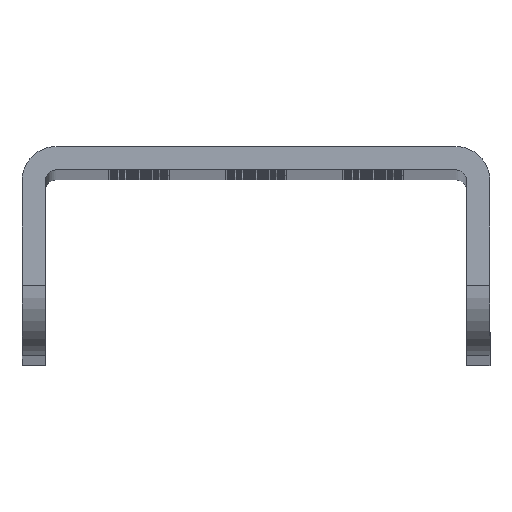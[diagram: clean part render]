
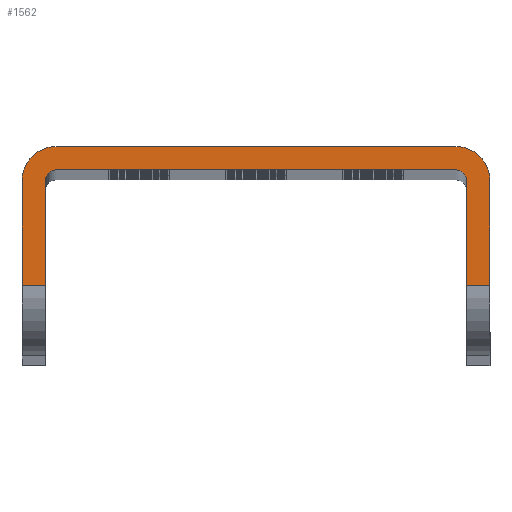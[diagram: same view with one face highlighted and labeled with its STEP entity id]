
A CAD part, top view. The second image highlights one B-rep face of the part: STEP entity #1562.
In plain terms, the highlighted planar face has unit normal (0, 0, 1).
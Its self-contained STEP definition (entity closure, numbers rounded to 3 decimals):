
#279 = EDGE_CURVE ( 'NONE', #18234, #1219, #7208, .T. ) ;
#291 = VECTOR ( 'NONE', #18087, 1000. ) ;
#393 = CARTESIAN_POINT ( 'NONE',  ( -58.503, 4.406, 392. ) ) ;
#410 = CARTESIAN_POINT ( 'NONE',  ( -28.84, 4.406, 392. ) ) ;
#451 = AXIS2_PLACEMENT_3D ( 'NONE', #730, #9523, #8003 ) ;
#524 = ORIENTED_EDGE ( 'NONE', *, *, #753, .T. ) ;
#657 = DIRECTION ( 'NONE',  ( 0., -1., 0. ) ) ;
#730 = CARTESIAN_POINT ( 'NONE',  ( -56.167, 4.406, 392. ) ) ;
#753 = EDGE_CURVE ( 'NONE', #9388, #8497, #4385, .T. ) ;
#760 = CARTESIAN_POINT ( 'NONE',  ( -56.903, 4.406, 392. ) ) ;
#1054 = CARTESIAN_POINT ( 'NONE',  ( -56.167, 5.143, 392. ) ) ;
#1219 = VERTEX_POINT ( 'NONE', #13958 ) ;
#1442 = ORIENTED_EDGE ( 'NONE', *, *, #14767, .T. ) ;
#1562 = ADVANCED_FACE ( 'NONE', ( #13466 ), #1920, .T. ) ;
#1741 = DIRECTION ( 'NONE',  ( 1., 0., 0. ) ) ;
#1920 = PLANE ( 'NONE',  #5108 ) ;
#2046 = CARTESIAN_POINT ( 'NONE',  ( -56.903, 5.143, 392. ) ) ;
#2160 = EDGE_CURVE ( 'NONE', #11264, #4890, #5013, .T. ) ;
#2493 = CARTESIAN_POINT ( 'NONE',  ( -28.103, -2.757, 392. ) ) ;
#2655 = CARTESIAN_POINT ( 'NONE',  ( -26.503, -2.757, 392. ) ) ;
#3020 = CARTESIAN_POINT ( 'NONE',  ( -56.167, 4.406, 392. ) ) ;
#3134 = ORIENTED_EDGE ( 'NONE', *, *, #9936, .T. ) ;
#3158 = EDGE_CURVE ( 'NONE', #16274, #13087, #10725, .T. ) ;
#3565 = DIRECTION ( 'NONE',  ( 1., 0., 0. ) ) ;
#3589 = LINE ( 'NONE', #12107, #5241 ) ;
#3640 = CARTESIAN_POINT ( 'NONE',  ( -56.903, 6.743, 392. ) ) ;
#3919 = VERTEX_POINT ( 'NONE', #12969 ) ;
#4090 = EDGE_CURVE ( 'NONE', #12391, #15903, #3589, .T. ) ;
#4269 = CIRCLE ( 'NONE', #6682, 2.337 ) ;
#4380 = CARTESIAN_POINT ( 'NONE',  ( -26.503, 4.406, 392. ) ) ;
#4385 = CIRCLE ( 'NONE', #451, 0.737 ) ;
#4506 = VECTOR ( 'NONE', #18514, 1000. ) ;
#4737 = VECTOR ( 'NONE', #9402, 1000. ) ;
#4890 = VERTEX_POINT ( 'NONE', #4380 ) ;
#5013 = LINE ( 'NONE', #8031, #5343 ) ;
#5108 = AXIS2_PLACEMENT_3D ( 'NONE', #11859, #8834, #1741 ) ;
#5241 = VECTOR ( 'NONE', #657, 1000. ) ;
#5343 = VECTOR ( 'NONE', #15240, 1000. ) ;
#5515 = EDGE_CURVE ( 'NONE', #1219, #17824, #15419, .T. ) ;
#5956 = VECTOR ( 'NONE', #15510, 1000. ) ;
#6338 = VECTOR ( 'NONE', #7293, 1000. ) ;
#6613 = ORIENTED_EDGE ( 'NONE', *, *, #3158, .T. ) ;
#6682 = AXIS2_PLACEMENT_3D ( 'NONE', #13646, #12218, #12027 ) ;
#6762 = LINE ( 'NONE', #2046, #14148 ) ;
#7208 = CIRCLE ( 'NONE', #13559, 0.737 ) ;
#7293 = DIRECTION ( 'NONE',  ( -1., 0., 0. ) ) ;
#7894 = EDGE_CURVE ( 'NONE', #12391, #13087, #9241, .T. ) ;
#7914 = ORIENTED_EDGE ( 'NONE', *, *, #5515, .T. ) ;
#8003 = DIRECTION ( 'NONE',  ( -1., 0., 0. ) ) ;
#8005 = CARTESIAN_POINT ( 'NONE',  ( -56.903, 4.406, 392. ) ) ;
#8031 = CARTESIAN_POINT ( 'NONE',  ( -26.503, 5.143, 392. ) ) ;
#8473 = CARTESIAN_POINT ( 'NONE',  ( -28.84, -2.757, 392. ) ) ;
#8497 = VERTEX_POINT ( 'NONE', #1054 ) ;
#8740 = DIRECTION ( 'NONE',  ( -1., 0., 0. ) ) ;
#8787 = DIRECTION ( 'NONE',  ( -1., 0., 0. ) ) ;
#8834 = DIRECTION ( 'NONE',  ( 0., 0., 1. ) ) ;
#8886 = ORIENTED_EDGE ( 'NONE', *, *, #279, .T. ) ;
#9241 = CIRCLE ( 'NONE', #11965, 2.337 ) ;
#9388 = VERTEX_POINT ( 'NONE', #8005 ) ;
#9402 = DIRECTION ( 'NONE',  ( -1., 0., 0. ) ) ;
#9428 = EDGE_LOOP ( 'NONE', ( #9551, #8886, #7914, #11306, #16307, #15192, #6613, #17936, #14923, #1442, #3134, #524 ) ) ;
#9523 = DIRECTION ( 'NONE',  ( 0., 0., -1. ) ) ;
#9551 = ORIENTED_EDGE ( 'NONE', *, *, #17290, .T. ) ;
#9825 = CARTESIAN_POINT ( 'NONE',  ( -28.103, 5.143, 392. ) ) ;
#9936 = EDGE_CURVE ( 'NONE', #3919, #9388, #16750, .T. ) ;
#10725 = LINE ( 'NONE', #3640, #4737 ) ;
#11118 = LINE ( 'NONE', #8473, #4506 ) ;
#11264 = VERTEX_POINT ( 'NONE', #14872 ) ;
#11306 = ORIENTED_EDGE ( 'NONE', *, *, #18356, .F. ) ;
#11859 = CARTESIAN_POINT ( 'NONE',  ( -56.903, 4.406, 392. ) ) ;
#11965 = AXIS2_PLACEMENT_3D ( 'NONE', #3020, #14750, #8787 ) ;
#12027 = DIRECTION ( 'NONE',  ( -1., 0., 0. ) ) ;
#12107 = CARTESIAN_POINT ( 'NONE',  ( -58.503, 4.406, 392. ) ) ;
#12218 = DIRECTION ( 'NONE',  ( 0., 0., -1. ) ) ;
#12391 = VERTEX_POINT ( 'NONE', #393 ) ;
#12465 = CARTESIAN_POINT ( 'NONE',  ( -58.503, -2.757, 392. ) ) ;
#12586 = CARTESIAN_POINT ( 'NONE',  ( -28.84, 5.143, 392. ) ) ;
#12969 = CARTESIAN_POINT ( 'NONE',  ( -56.903, -2.757, 392. ) ) ;
#13087 = VERTEX_POINT ( 'NONE', #15594 ) ;
#13466 = FACE_OUTER_BOUND ( 'NONE', #9428, .T. ) ;
#13559 = AXIS2_PLACEMENT_3D ( 'NONE', #410, #16310, #8740 ) ;
#13646 = CARTESIAN_POINT ( 'NONE',  ( -28.84, 4.406, 392. ) ) ;
#13958 = CARTESIAN_POINT ( 'NONE',  ( -28.103, 4.406, 392. ) ) ;
#14148 = VECTOR ( 'NONE', #3565, 1000. ) ;
#14750 = DIRECTION ( 'NONE',  ( 0., 0., -1. ) ) ;
#14767 = EDGE_CURVE ( 'NONE', #15903, #3919, #11118, .T. ) ;
#14872 = CARTESIAN_POINT ( 'NONE',  ( -26.503, -2.757, 392. ) ) ;
#14923 = ORIENTED_EDGE ( 'NONE', *, *, #4090, .T. ) ;
#15192 = ORIENTED_EDGE ( 'NONE', *, *, #16938, .F. ) ;
#15240 = DIRECTION ( 'NONE',  ( 0., 1., 0. ) ) ;
#15419 = LINE ( 'NONE', #9825, #5956 ) ;
#15510 = DIRECTION ( 'NONE',  ( 0., -1., 0. ) ) ;
#15594 = CARTESIAN_POINT ( 'NONE',  ( -56.167, 6.743, 392. ) ) ;
#15903 = VERTEX_POINT ( 'NONE', #12465 ) ;
#16274 = VERTEX_POINT ( 'NONE', #16797 ) ;
#16307 = ORIENTED_EDGE ( 'NONE', *, *, #2160, .T. ) ;
#16310 = DIRECTION ( 'NONE',  ( 0., 0., -1. ) ) ;
#16750 = LINE ( 'NONE', #760, #291 ) ;
#16797 = CARTESIAN_POINT ( 'NONE',  ( -28.84, 6.743, 392. ) ) ;
#16938 = EDGE_CURVE ( 'NONE', #16274, #4890, #4269, .T. ) ;
#17137 = LINE ( 'NONE', #2655, #6338 ) ;
#17290 = EDGE_CURVE ( 'NONE', #8497, #18234, #6762, .T. ) ;
#17824 = VERTEX_POINT ( 'NONE', #2493 ) ;
#17936 = ORIENTED_EDGE ( 'NONE', *, *, #7894, .F. ) ;
#18087 = DIRECTION ( 'NONE',  ( 0., 1., 0. ) ) ;
#18234 = VERTEX_POINT ( 'NONE', #12586 ) ;
#18356 = EDGE_CURVE ( 'NONE', #11264, #17824, #17137, .T. ) ;
#18514 = DIRECTION ( 'NONE',  ( 1., 0., 0. ) ) ;
